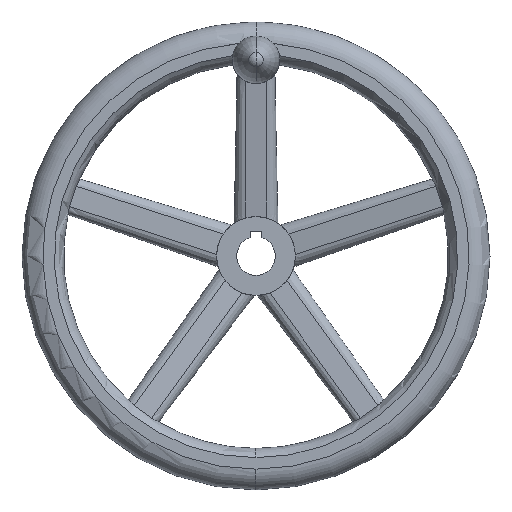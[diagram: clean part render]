
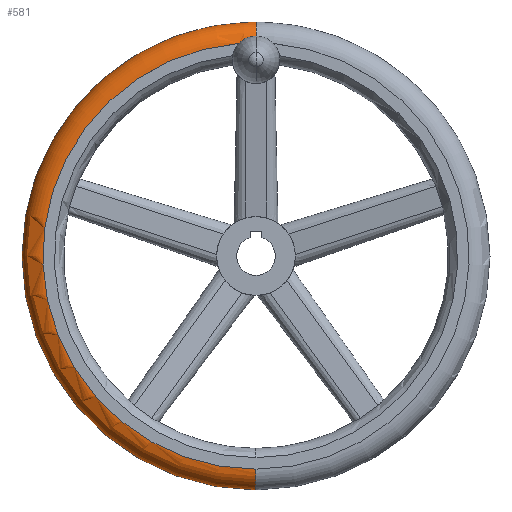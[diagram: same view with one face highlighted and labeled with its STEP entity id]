
A CAD part, top view. The second image highlights one B-rep face of the part: STEP entity #581.
In plain terms, the highlighted toroidal (fillet/blend) face has major radius 143.5 mm and minor radius 14 mm.
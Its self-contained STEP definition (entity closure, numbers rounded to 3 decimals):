
#469=VERTEX_POINT('',#1133);
#471=EDGE_CURVE('',#769,#469,#1135,.T.);
#557=VERTEX_POINT('',#1229);
#575=EDGE_CURVE('',#935,#639,#1249,.T.);
#581=ADVANCED_FACE('',(#1255),#1256,.T.);
#639=VERTEX_POINT('',#1319);
#691=EDGE_CURVE('',#557,#469,#1378,.T.);
#769=VERTEX_POINT('',#1465);
#777=EDGE_CURVE('',#769,#639,#1474,.T.);
#791=EDGE_CURVE('',#935,#557,#1490,.T.);
#935=VERTEX_POINT('',#1644);
#1133=CARTESIAN_POINT('',(0.,143.5,56.0));
#1135=CIRCLE('',#1992,14.0);
#1229=CARTESIAN_POINT('',(-11.589,143.031,56.));
#1249=CIRCLE('',#2317,14.0);
#1255=FACE_OUTER_BOUND('',#2324,.T.);
#1256=TOROIDAL_SURFACE('',#2325,143.5,14.0);
#1319=CARTESIAN_POINT('',(0.,-157.5,42.0));
#1378=CIRCLE('',#2670,143.5);
#1465=CARTESIAN_POINT('',(0.,157.5,42.0));
#1474=CIRCLE('',#2953,157.5);
#1490=CIRCLE('',#3025,143.5);
#1644=CARTESIAN_POINT('',(0.,-143.5,56.0));
#1992=AXIS2_PLACEMENT_3D('',#3825,#3826,#3827);
#2317=AXIS2_PLACEMENT_3D('',#3943,#3944,#3945);
#2324=EDGE_LOOP('',(#3950,#3951,#3952,#3953,#3954));
#2325=AXIS2_PLACEMENT_3D('',#3955,#3956,#3957);
#2670=AXIS2_PLACEMENT_3D('',#4094,#4095,#4096);
#2953=AXIS2_PLACEMENT_3D('',#4196,#4197,#4198);
#3025=AXIS2_PLACEMENT_3D('',#4216,#4217,#4218);
#3825=CARTESIAN_POINT('',(0.,143.5,42.0));
#3826=DIRECTION('',(1.0,0.,0.));
#3827=DIRECTION('',(0.,1.0,0.));
#3943=CARTESIAN_POINT('',(0.,-143.5,42.0));
#3944=DIRECTION('',(1.0,0.,0.));
#3945=DIRECTION('',(0.,-1.0,0.));
#3950=ORIENTED_EDGE('',*,*,#777,.T.);
#3951=ORIENTED_EDGE('',*,*,#575,.F.);
#3952=ORIENTED_EDGE('',*,*,#791,.T.);
#3953=ORIENTED_EDGE('',*,*,#691,.T.);
#3954=ORIENTED_EDGE('',*,*,#471,.F.);
#3955=CARTESIAN_POINT('',(0.,0.,42.0));
#3956=DIRECTION('',(0.,0.,1.0));
#3957=DIRECTION('',(0.,1.0,0.0));
#4094=CARTESIAN_POINT('',(0.,0.,56.0));
#4095=DIRECTION('',(0.,0.,-1.0));
#4096=DIRECTION('',(0.,1.0,0.));
#4196=CARTESIAN_POINT('',(0.,0.,42.0));
#4197=DIRECTION('',(0.,0.,1.0));
#4198=DIRECTION('',(1.0,0.0,0.));
#4216=CARTESIAN_POINT('',(0.,0.,56.0));
#4217=DIRECTION('',(0.,0.,-1.0));
#4218=DIRECTION('',(0.,1.0,0.));
